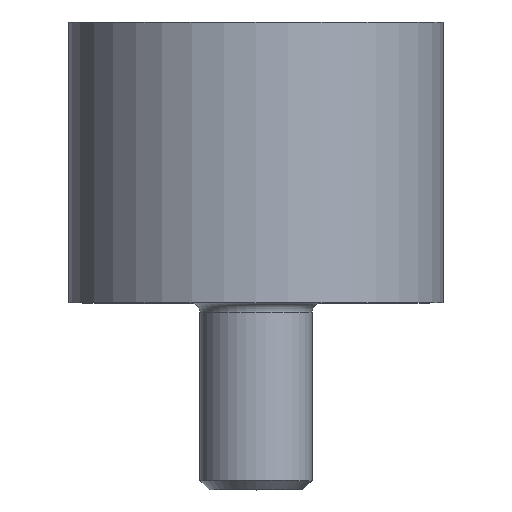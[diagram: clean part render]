
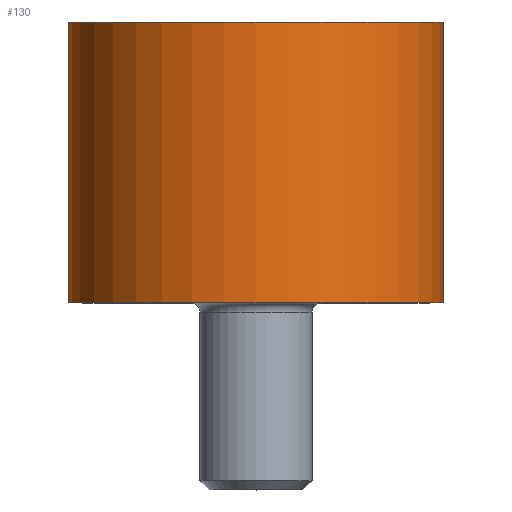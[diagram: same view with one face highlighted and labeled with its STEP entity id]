
A CAD part, top view. The second image highlights one B-rep face of the part: STEP entity #130.
In plain terms, the highlighted cylindrical face has radius 10 mm (diameter 20 mm), a full revolution.
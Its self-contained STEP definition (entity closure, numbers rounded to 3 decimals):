
#22=FACE_OUTER_BOUND('',#30,.T.);
#30=EDGE_LOOP('',(#87,#88,#89,#90,#91));
#40=LINE('',#233,#43);
#43=VECTOR('',#187,10.);
#46=CIRCLE('',#159,10.);
#47=CIRCLE('',#160,10.);
#48=CIRCLE('',#161,10.);
#59=VERTEX_POINT('',#228);
#60=VERTEX_POINT('',#229);
#61=VERTEX_POINT('',#232);
#71=EDGE_CURVE('',#59,#60,#46,.T.);
#72=EDGE_CURVE('',#60,#59,#47,.T.);
#73=EDGE_CURVE('',#60,#61,#40,.T.);
#74=EDGE_CURVE('',#61,#61,#48,.T.);
#87=ORIENTED_EDGE('',*,*,#71,.F.);
#88=ORIENTED_EDGE('',*,*,#72,.F.);
#89=ORIENTED_EDGE('',*,*,#73,.T.);
#90=ORIENTED_EDGE('',*,*,#74,.T.);
#91=ORIENTED_EDGE('',*,*,#73,.F.);
#119=CYLINDRICAL_SURFACE('',#158,10.);
#130=ADVANCED_FACE('',(#22),#119,.T.);
#158=AXIS2_PLACEMENT_3D('',#227,#181,#182);
#159=AXIS2_PLACEMENT_3D('',#230,#183,#184);
#160=AXIS2_PLACEMENT_3D('',#231,#185,#186);
#161=AXIS2_PLACEMENT_3D('',#234,#188,#189);
#181=DIRECTION('center_axis',(0.,-1.,0.));
#182=DIRECTION('ref_axis',(-1.,0.,0.));
#183=DIRECTION('center_axis',(0.,-1.,0.));
#184=DIRECTION('ref_axis',(0.,0.,-1.));
#185=DIRECTION('center_axis',(0.,-1.,0.));
#186=DIRECTION('ref_axis',(0.,0.,-1.));
#187=DIRECTION('',(0.,1.,0.));
#188=DIRECTION('center_axis',(0.,-1.,0.));
#189=DIRECTION('ref_axis',(-1.,0.,0.));
#227=CARTESIAN_POINT('Origin',(0.,15.,0.));
#228=CARTESIAN_POINT('',(0.,0.,-10.));
#229=CARTESIAN_POINT('',(10.,0.,0.));
#230=CARTESIAN_POINT('Origin',(0.,0.,0.));
#231=CARTESIAN_POINT('Origin',(0.,0.,0.));
#232=CARTESIAN_POINT('',(10.,15.,0.));
#233=CARTESIAN_POINT('',(10.,15.,0.));
#234=CARTESIAN_POINT('Origin',(0.,15.,0.));
